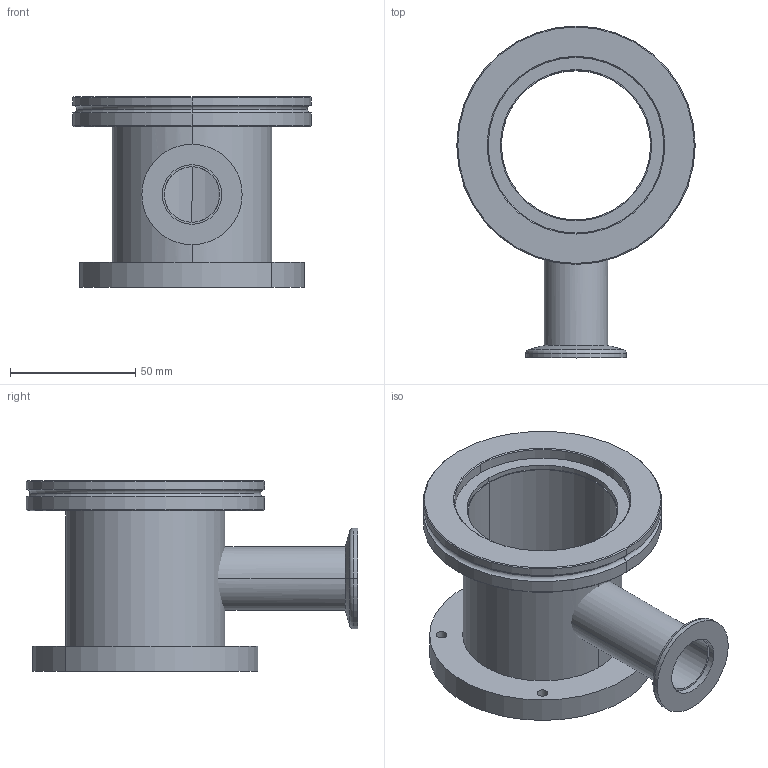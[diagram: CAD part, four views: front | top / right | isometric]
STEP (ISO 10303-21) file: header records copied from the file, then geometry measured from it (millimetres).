
FILE_DESCRIPTION (( 'STEP AP214' ), '1' );
FILE_NAME ('CryostatFlange.STEP', '2020-02-18T10:27:00', ( '' ), ( '' ), 'SwSTEP 2.0', 'SolidWorks 2019', '' );
FILE_SCHEMA (( 'AUTOMOTIVE_DESIGN' ));
Length unit declared in the file: millimetre
Products named in the file (4): Hositrad_ISO63-64NH; LowerFlange; Hositrad_KF25-25-70; CryostatFlange
Assembly tree (3 placements, depth 2):
  CryostatFlange
    LowerFlange
    Hositrad_ISO63-64NH
    Hositrad_KF25-25-70
Bounding box: 95 x 132.21 x 76 mm (x, y, z)
Volume: 107595.3 mm3; surface area: 64459.2 mm2
Topology: 4 solids, 4 shells, 71 faces, 158 edges, 98 vertices
Faces by surface type: cylinder 41, plane 12, cone 12, torus 6
Entity records: 2709 total; most frequent: CARTESIAN_POINT 725, DIRECTION 392, ORIENTED_EDGE 316, AXIS2_PLACEMENT_3D 169, EDGE_CURVE 158, VERTEX_POINT 98, CIRCLE 92, EDGE_LOOP 92
